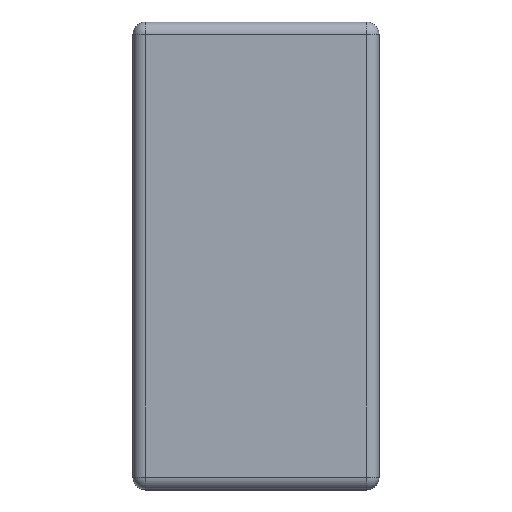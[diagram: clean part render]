
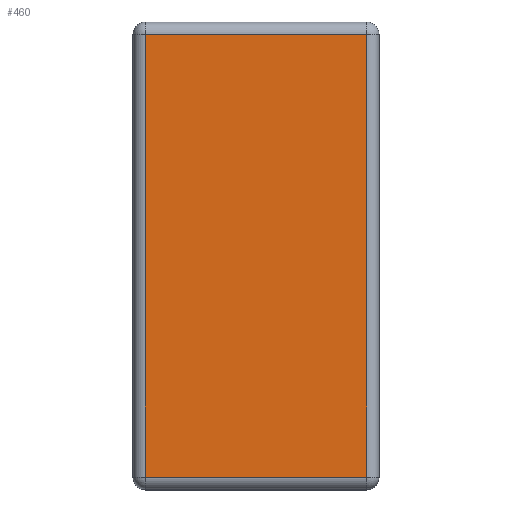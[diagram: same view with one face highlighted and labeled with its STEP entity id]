
A CAD part, top view. The second image highlights one B-rep face of the part: STEP entity #460.
In plain terms, the highlighted face is planar.
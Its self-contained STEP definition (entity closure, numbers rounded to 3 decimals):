
#204 = VERTEX_POINT('',#205);
#205 = CARTESIAN_POINT('',(-4.5,-2.25,0.));
#212 = EDGE_CURVE('',#204,#213,#215,.T.);
#213 = VERTEX_POINT('',#214);
#214 = CARTESIAN_POINT('',(-4.5,2.25,0.));
#215 = LINE('',#216,#217);
#216 = CARTESIAN_POINT('',(-4.5,-2.5,0.));
#217 = VECTOR('',#218,1.);
#218 = DIRECTION('',(0.,1.,0.));
#460 = ADVANCED_FACE('',(#461),#486,.F.);
#461 = FACE_BOUND('',#462,.F.);
#462 = EDGE_LOOP('',(#463,#471,#472,#480));
#463 = ORIENTED_EDGE('',*,*,#464,.F.);
#464 = EDGE_CURVE('',#213,#465,#467,.T.);
#465 = VERTEX_POINT('',#466);
#466 = CARTESIAN_POINT('',(4.5,2.25,0.));
#467 = LINE('',#468,#469);
#468 = CARTESIAN_POINT('',(-4.75,2.25,0.));
#469 = VECTOR('',#470,1.);
#470 = DIRECTION('',(1.,0.,0.));
#471 = ORIENTED_EDGE('',*,*,#212,.F.);
#472 = ORIENTED_EDGE('',*,*,#473,.F.);
#473 = EDGE_CURVE('',#474,#204,#476,.T.);
#474 = VERTEX_POINT('',#475);
#475 = CARTESIAN_POINT('',(4.5,-2.25,0.));
#476 = LINE('',#477,#478);
#477 = CARTESIAN_POINT('',(4.75,-2.25,0.));
#478 = VECTOR('',#479,1.);
#479 = DIRECTION('',(-1.,0.,0.));
#480 = ORIENTED_EDGE('',*,*,#481,.F.);
#481 = EDGE_CURVE('',#465,#474,#482,.T.);
#482 = LINE('',#483,#484);
#483 = CARTESIAN_POINT('',(4.5,2.5,0.));
#484 = VECTOR('',#485,1.);
#485 = DIRECTION('',(0.,-1.,0.));
#486 = PLANE('',#487);
#487 = AXIS2_PLACEMENT_3D('',#488,#489,#490);
#488 = CARTESIAN_POINT('',(0.,0.,0.));
#489 = DIRECTION('',(0.,0.,1.));
#490 = DIRECTION('',(1.,0.,0.));
